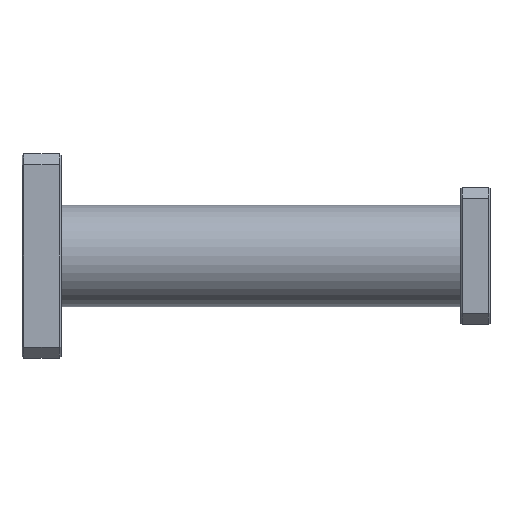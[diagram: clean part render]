
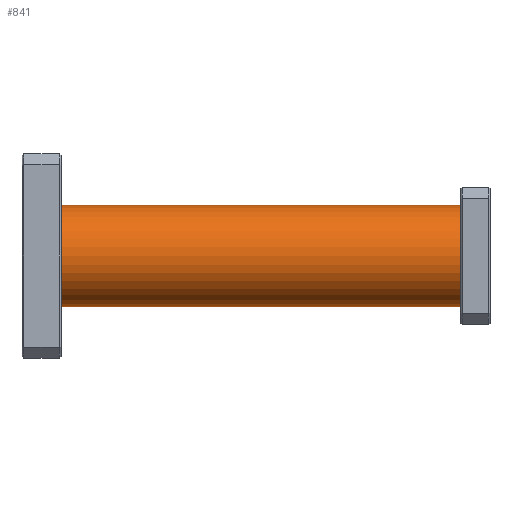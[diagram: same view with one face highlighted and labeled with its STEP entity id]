
A CAD part, front view. The second image highlights one B-rep face of the part: STEP entity #841.
In plain terms, the highlighted cylindrical face has radius 8.255 mm (diameter 16.51 mm), a partial arc.
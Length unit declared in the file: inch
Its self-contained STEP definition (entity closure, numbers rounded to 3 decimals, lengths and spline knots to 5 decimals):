
#62 = EDGE_CURVE ( 'NONE', #162, #952, #526, .T. ) ;
#78 = VERTEX_POINT ( 'NONE', #1464 ) ;
#129 = CARTESIAN_POINT ( 'NONE',  ( 2.812, 0., 0.325 ) ) ;
#134 = VERTEX_POINT ( 'NONE', #129 ) ;
#161 = CARTESIAN_POINT ( 'NONE',  ( 0., 0., -0.325 ) ) ;
#162 = VERTEX_POINT ( 'NONE', #669 ) ;
#163 = CARTESIAN_POINT ( 'NONE',  ( 0.25, 0., 0. ) ) ;
#172 = ORIENTED_EDGE ( 'NONE', *, *, #416, .F. ) ;
#191 = VECTOR ( 'NONE', #1482, 39.37008 ) ;
#365 = ORIENTED_EDGE ( 'NONE', *, *, #62, .T. ) ;
#394 = EDGE_CURVE ( 'NONE', #134, #78, #1848, .T. ) ;
#397 = DIRECTION ( 'NONE',  ( 0., 0., -1. ) ) ;
#416 = EDGE_CURVE ( 'NONE', #162, #134, #1362, .T. ) ;
#437 = CYLINDRICAL_SURFACE ( 'NONE', #1522, 0.325 ) ;
#526 = CIRCLE ( 'NONE', #1256, 0.325 ) ;
#669 = CARTESIAN_POINT ( 'NONE',  ( 0.25, 0., 0.325 ) ) ;
#841 = ADVANCED_FACE ( 'NONE', ( #928 ), #437, .T. ) ;
#910 = ORIENTED_EDGE ( 'NONE', *, *, #394, .F. ) ;
#928 = FACE_OUTER_BOUND ( 'NONE', #2053, .T. ) ;
#950 = DIRECTION ( 'NONE',  ( 1., 0., 0. ) ) ;
#952 = VERTEX_POINT ( 'NONE', #1967 ) ;
#991 = ORIENTED_EDGE ( 'NONE', *, *, #1467, .T. ) ;
#1066 = LINE ( 'NONE', #161, #1866 ) ;
#1256 = AXIS2_PLACEMENT_3D ( 'NONE', #163, #2175, #1811 ) ;
#1297 = CARTESIAN_POINT ( 'NONE',  ( 0., 0., 0.325 ) ) ;
#1362 = LINE ( 'NONE', #1297, #191 ) ;
#1464 = CARTESIAN_POINT ( 'NONE',  ( 2.812, 0., -0.325 ) ) ;
#1467 = EDGE_CURVE ( 'NONE', #952, #78, #1066, .T. ) ;
#1482 = DIRECTION ( 'NONE',  ( 1., 0., 0. ) ) ;
#1522 = AXIS2_PLACEMENT_3D ( 'NONE', #1714, #2073, #1529 ) ;
#1529 = DIRECTION ( 'NONE',  ( 0., 0., -1. ) ) ;
#1674 = CARTESIAN_POINT ( 'NONE',  ( 2.812, 0., 0. ) ) ;
#1714 = CARTESIAN_POINT ( 'NONE',  ( 0., 0., 0. ) ) ;
#1811 = DIRECTION ( 'NONE',  ( 0., 0., -1. ) ) ;
#1848 = CIRCLE ( 'NONE', #2224, 0.325 ) ;
#1866 = VECTOR ( 'NONE', #1987, 39.37008 ) ;
#1967 = CARTESIAN_POINT ( 'NONE',  ( 0.25, 0., -0.325 ) ) ;
#1987 = DIRECTION ( 'NONE',  ( 1., 0., 0. ) ) ;
#2053 = EDGE_LOOP ( 'NONE', ( #172, #365, #991, #910 ) ) ;
#2073 = DIRECTION ( 'NONE',  ( 1., 0., 0. ) ) ;
#2175 = DIRECTION ( 'NONE',  ( 1., 0., 0. ) ) ;
#2224 = AXIS2_PLACEMENT_3D ( 'NONE', #1674, #950, #397 ) ;
